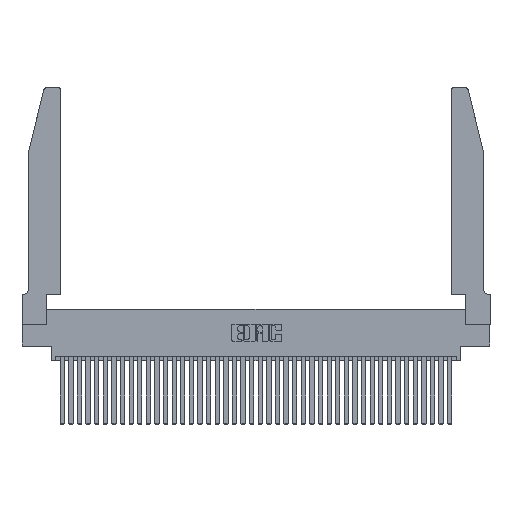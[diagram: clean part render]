
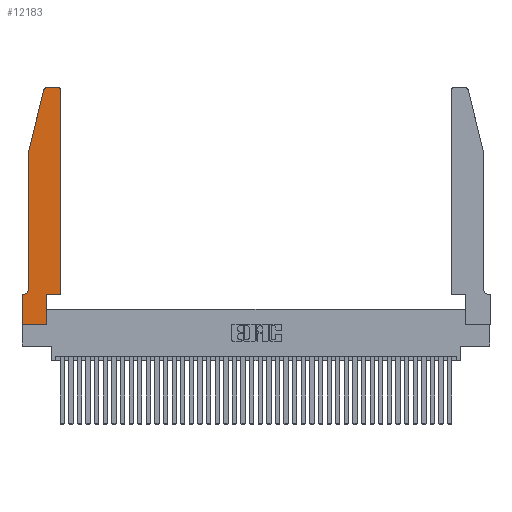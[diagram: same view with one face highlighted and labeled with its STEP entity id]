
A CAD part, top view. The second image highlights one B-rep face of the part: STEP entity #12183.
In plain terms, the highlighted planar face has unit normal (0, 0, 1).
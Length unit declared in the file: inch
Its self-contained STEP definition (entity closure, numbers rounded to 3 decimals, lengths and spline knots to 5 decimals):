
#645 = VECTOR ( 'NONE', #14838, 39.37008 ) ;
#1774 = LINE ( 'NONE', #4583, #24806 ) ;
#1829 = ORIENTED_EDGE ( 'NONE', *, *, #19189, .T. ) ;
#1982 = LINE ( 'NONE', #30810, #34218 ) ;
#2022 = DIRECTION ( 'NONE',  ( 0., -1., 0. ) ) ;
#2431 = VECTOR ( 'NONE', #7559, 39.37008 ) ;
#4024 = ORIENTED_EDGE ( 'NONE', *, *, #36604, .T. ) ;
#4583 = CARTESIAN_POINT ( 'NONE',  ( 0.0755, 2., 0.37 ) ) ;
#4843 = CARTESIAN_POINT ( 'NONE',  ( 0.2865, 0.35, 0.37 ) ) ;
#5142 = ORIENTED_EDGE ( 'NONE', *, *, #9169, .T. ) ;
#5305 = ORIENTED_EDGE ( 'NONE', *, *, #38184, .T. ) ;
#5893 = LINE ( 'NONE', #14599, #13302 ) ;
#6821 = VECTOR ( 'NONE', #26784, 39.37008 ) ;
#7004 = EDGE_CURVE ( 'NONE', #29300, #19879, #11172, .T. ) ;
#7491 = ORIENTED_EDGE ( 'NONE', *, *, #37751, .T. ) ;
#7559 = DIRECTION ( 'NONE',  ( 1., 0., 0. ) ) ;
#7881 = CARTESIAN_POINT ( 'NONE',  ( 0.2865, 0., 0.37 ) ) ;
#8456 = AXIS2_PLACEMENT_3D ( 'NONE', #16189, #37791, #19289 ) ;
#8679 = CARTESIAN_POINT ( 'NONE',  ( 0., 0., 0.37 ) ) ;
#8775 = DIRECTION ( 'NONE',  ( -1., 0., 0. ) ) ;
#8881 = VECTOR ( 'NONE', #14214, 39.37008 ) ;
#8999 = VERTEX_POINT ( 'NONE', #4843 ) ;
#9025 = CARTESIAN_POINT ( 'NONE',  ( 0.284, 2.72, 0.37 ) ) ;
#9065 = LINE ( 'NONE', #27172, #645 ) ;
#9075 = DIRECTION ( 'NONE',  ( 1., 0., 0. ) ) ;
#9169 = EDGE_CURVE ( 'NONE', #16662, #22992, #24603, .T. ) ;
#9525 = CIRCLE ( 'NONE', #30381, 0.03 ) ;
#9674 = EDGE_LOOP ( 'NONE', ( #7491, #40241, #24144, #22673, #10549, #22305, #1829, #5305, #4024, #31697, #39902, #5142 ) ) ;
#9729 = LINE ( 'NONE', #24240, #18015 ) ;
#10549 = ORIENTED_EDGE ( 'NONE', *, *, #7004, .T. ) ;
#10897 = LINE ( 'NONE', #35391, #2431 ) ;
#11101 = EDGE_CURVE ( 'NONE', #18530, #29300, #5893, .T. ) ;
#11172 = CIRCLE ( 'NONE', #8456, 0.07 ) ;
#11766 = DIRECTION ( 'NONE',  ( 0., 1., 0. ) ) ;
#11981 = EDGE_CURVE ( 'NONE', #19879, #34925, #31675, .T. ) ;
#12183 = ADVANCED_FACE ( 'NONE', ( #40238 ), #36874, .T. ) ;
#12195 = DIRECTION ( 'NONE',  ( 1., 0., 0. ) ) ;
#13302 = VECTOR ( 'NONE', #2022, 39.37008 ) ;
#14214 = DIRECTION ( 'NONE',  ( 0., 1., 0. ) ) ;
#14599 = CARTESIAN_POINT ( 'NONE',  ( 0.0755, 2., 0.37 ) ) ;
#14838 = DIRECTION ( 'NONE',  ( 1., 0., 0. ) ) ;
#15001 = CARTESIAN_POINT ( 'NONE',  ( 0.4205, 2.72, 0.37 ) ) ;
#15447 = VERTEX_POINT ( 'NONE', #7881 ) ;
#16189 = CARTESIAN_POINT ( 'NONE',  ( 0.0055, 0.42, 0.37 ) ) ;
#16662 = VERTEX_POINT ( 'NONE', #32534 ) ;
#16882 = CARTESIAN_POINT ( 'NONE',  ( 0.25487, 2.72718, 0.37 ) ) ;
#18015 = VECTOR ( 'NONE', #11766, 39.37008 ) ;
#18148 = DIRECTION ( 'NONE',  ( 1., 0., 0. ) ) ;
#18530 = VERTEX_POINT ( 'NONE', #38881 ) ;
#19005 = CARTESIAN_POINT ( 'NONE',  ( 0.284, 2.75, 0.37 ) ) ;
#19189 = EDGE_CURVE ( 'NONE', #34925, #35386, #1982, .T. ) ;
#19289 = DIRECTION ( 'NONE',  ( -1., 0., 0. ) ) ;
#19365 = VECTOR ( 'NONE', #8775, 39.37008 ) ;
#19879 = VERTEX_POINT ( 'NONE', #28743 ) ;
#21500 = CARTESIAN_POINT ( 'NONE',  ( 0., 0.35, 0.37 ) ) ;
#21593 = DIRECTION ( 'NONE',  ( 0., -1., 0. ) ) ;
#22305 = ORIENTED_EDGE ( 'NONE', *, *, #11981, .T. ) ;
#22377 = VERTEX_POINT ( 'NONE', #32076 ) ;
#22673 = ORIENTED_EDGE ( 'NONE', *, *, #11101, .T. ) ;
#22992 = VERTEX_POINT ( 'NONE', #32823 ) ;
#24144 = ORIENTED_EDGE ( 'NONE', *, *, #36375, .T. ) ;
#24240 = CARTESIAN_POINT ( 'NONE',  ( 0.2865, 0.35, 0.37 ) ) ;
#24471 = LINE ( 'NONE', #32760, #8881 ) ;
#24603 = CIRCLE ( 'NONE', #29647, 0.03 ) ;
#24806 = VECTOR ( 'NONE', #29574, 39.37008 ) ;
#24850 = CARTESIAN_POINT ( 'NONE',  ( 0.0755, 0.42, 0.37 ) ) ;
#26784 = DIRECTION ( 'NONE',  ( -1., 0., 0. ) ) ;
#27172 = CARTESIAN_POINT ( 'NONE',  ( 0., 0., 0.37 ) ) ;
#27723 = DIRECTION ( 'NONE',  ( 0., 0., 1. ) ) ;
#28625 = LINE ( 'NONE', #30543, #19365 ) ;
#28743 = CARTESIAN_POINT ( 'NONE',  ( 0.0055, 0.35, 0.37 ) ) ;
#29300 = VERTEX_POINT ( 'NONE', #24850 ) ;
#29574 = DIRECTION ( 'NONE',  ( -0.239, -0.971, 0. ) ) ;
#29647 = AXIS2_PLACEMENT_3D ( 'NONE', #15001, #36637, #18148 ) ;
#30373 = EDGE_CURVE ( 'NONE', #22377, #16662, #24471, .T. ) ;
#30381 = AXIS2_PLACEMENT_3D ( 'NONE', #9025, #30800, #12195 ) ;
#30543 = CARTESIAN_POINT ( 'NONE',  ( 0.2605, 2.75, 0.37 ) ) ;
#30800 = DIRECTION ( 'NONE',  ( 0., 0., 1. ) ) ;
#30810 = CARTESIAN_POINT ( 'NONE',  ( 0., 0., 0.37 ) ) ;
#31675 = LINE ( 'NONE', #33003, #6821 ) ;
#31697 = ORIENTED_EDGE ( 'NONE', *, *, #33505, .T. ) ;
#32076 = CARTESIAN_POINT ( 'NONE',  ( 0.4505, 0.35, 0.37 ) ) ;
#32534 = CARTESIAN_POINT ( 'NONE',  ( 0.4505, 2.72, 0.37 ) ) ;
#32760 = CARTESIAN_POINT ( 'NONE',  ( 0.4505, 0.35, 0.37 ) ) ;
#32823 = CARTESIAN_POINT ( 'NONE',  ( 0.4205, 2.75, 0.37 ) ) ;
#33003 = CARTESIAN_POINT ( 'NONE',  ( 0.0755, 0.35, 0.37 ) ) ;
#33505 = EDGE_CURVE ( 'NONE', #8999, #22377, #10897, .T. ) ;
#34218 = VECTOR ( 'NONE', #21593, 39.37008 ) ;
#34925 = VERTEX_POINT ( 'NONE', #39685 ) ;
#35363 = AXIS2_PLACEMENT_3D ( 'NONE', #21500, #27723, #9075 ) ;
#35386 = VERTEX_POINT ( 'NONE', #8679 ) ;
#35391 = CARTESIAN_POINT ( 'NONE',  ( 0.4505, 0.35, 0.37 ) ) ;
#36375 = EDGE_CURVE ( 'NONE', #37554, #18530, #1774, .T. ) ;
#36604 = EDGE_CURVE ( 'NONE', #15447, #8999, #9729, .T. ) ;
#36637 = DIRECTION ( 'NONE',  ( 0., 0., 1. ) ) ;
#36874 = PLANE ( 'NONE',  #35363 ) ;
#37554 = VERTEX_POINT ( 'NONE', #16882 ) ;
#37751 = EDGE_CURVE ( 'NONE', #22992, #37940, #28625, .T. ) ;
#37791 = DIRECTION ( 'NONE',  ( 0., 0., -1. ) ) ;
#37940 = VERTEX_POINT ( 'NONE', #19005 ) ;
#38184 = EDGE_CURVE ( 'NONE', #35386, #15447, #9065, .T. ) ;
#38881 = CARTESIAN_POINT ( 'NONE',  ( 0.0755, 2., 0.37 ) ) ;
#38887 = EDGE_CURVE ( 'NONE', #37940, #37554, #9525, .T. ) ;
#39685 = CARTESIAN_POINT ( 'NONE',  ( 0., 0.35, 0.37 ) ) ;
#39902 = ORIENTED_EDGE ( 'NONE', *, *, #30373, .T. ) ;
#40238 = FACE_OUTER_BOUND ( 'NONE', #9674, .T. ) ;
#40241 = ORIENTED_EDGE ( 'NONE', *, *, #38887, .T. ) ;
